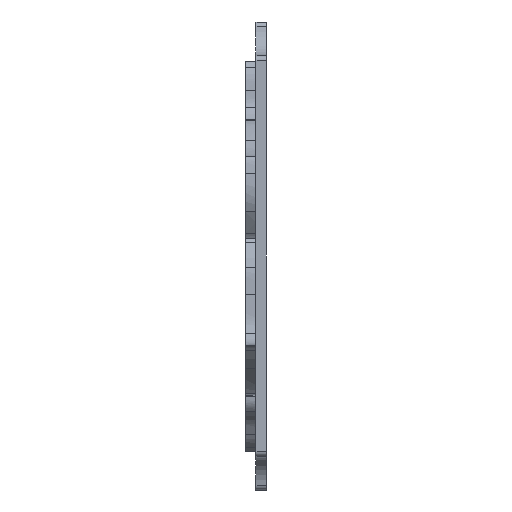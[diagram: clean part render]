
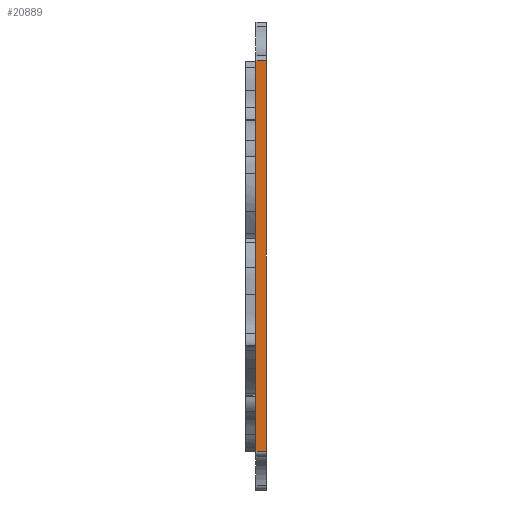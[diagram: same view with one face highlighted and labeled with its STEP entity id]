
A CAD part, left-side view. The second image highlights one B-rep face of the part: STEP entity #20889.
In plain terms, the highlighted planar face has unit normal (-1, 0, 0).
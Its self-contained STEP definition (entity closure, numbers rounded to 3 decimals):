
#188=PLANE('',#21034);
#1280=FACE_OUTER_BOUND('',#2401,.T.);
#2401=EDGE_LOOP('',(#18619,#18620,#18621,#18622));
#3631=LINE('',#41989,#4854);
#3632=LINE('',#41991,#4855);
#3633=LINE('',#41993,#4856);
#3634=LINE('',#41994,#4857);
#4854=VECTOR('',#22502,10.);
#4855=VECTOR('',#22503,1000.);
#4856=VECTOR('',#22504,10.);
#4857=VECTOR('',#22505,1000.);
#9010=VERTEX_POINT('',#41987);
#9011=VERTEX_POINT('',#41988);
#9012=VERTEX_POINT('',#41990);
#9013=VERTEX_POINT('',#41992);
#12247=EDGE_CURVE('',#9010,#9011,#3631,.T.);
#12248=EDGE_CURVE('',#9011,#9012,#3632,.T.);
#12249=EDGE_CURVE('',#9013,#9012,#3633,.T.);
#12250=EDGE_CURVE('',#9013,#9010,#3634,.T.);
#18619=ORIENTED_EDGE('',*,*,#12247,.T.);
#18620=ORIENTED_EDGE('',*,*,#12248,.T.);
#18621=ORIENTED_EDGE('',*,*,#12249,.F.);
#18622=ORIENTED_EDGE('',*,*,#12250,.T.);
#20889=ADVANCED_FACE('',(#1280),#188,.F.);
#21034=AXIS2_PLACEMENT_3D('',#41986,#22500,#22501);
#22500=DIRECTION('center_axis',(1.,0.,0.));
#22501=DIRECTION('ref_axis',(0.,0.,-1.));
#22502=DIRECTION('',(0.,0.,-1.));
#22503=DIRECTION('',(0.,-1.,0.));
#22504=DIRECTION('',(0.,0.,-1.));
#22505=DIRECTION('',(0.,1.,0.));
#41986=CARTESIAN_POINT('Origin',(-128.64,-50.,0.));
#41987=CARTESIAN_POINT('',(-128.64,-49.,37.542));
#41988=CARTESIAN_POINT('',(-128.64,-49.,-37.181));
#41989=CARTESIAN_POINT('',(-128.64,-49.,-22.35));
#41990=CARTESIAN_POINT('',(-128.64,-51.,-37.181));
#41991=CARTESIAN_POINT('',(-128.64,-50.,-37.181));
#41992=CARTESIAN_POINT('',(-128.64,-51.,37.542));
#41993=CARTESIAN_POINT('',(-128.64,-51.,-22.35));
#41994=CARTESIAN_POINT('',(-128.64,-47.,37.542));
